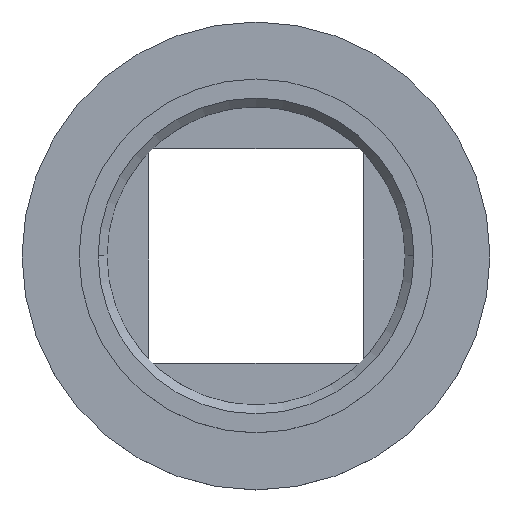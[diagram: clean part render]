
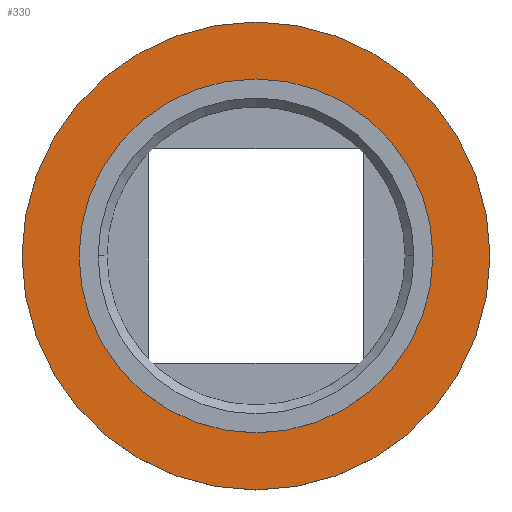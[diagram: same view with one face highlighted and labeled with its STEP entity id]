
A CAD part, top view. The second image highlights one B-rep face of the part: STEP entity #330.
In plain terms, the highlighted planar face has unit normal (0, 0, 1).
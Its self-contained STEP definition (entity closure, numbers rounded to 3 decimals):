
#11 = VERTEX_POINT ( 'NONE', #128 ) ;
#44 = CARTESIAN_POINT ( 'NONE',  ( -8., 0., 0.65 ) ) ;
#49 = CIRCLE ( 'NONE', #193, 6.05 ) ;
#76 = VERTEX_POINT ( 'NONE', #406 ) ;
#83 = DIRECTION ( 'NONE',  ( 0., 0., 1. ) ) ;
#98 = DIRECTION ( 'NONE',  ( 0., 0., 1. ) ) ;
#128 = CARTESIAN_POINT ( 'NONE',  ( 6.05, 0., 0.65 ) ) ;
#144 = AXIS2_PLACEMENT_3D ( 'NONE', #666, #98, #308 ) ;
#156 = EDGE_CURVE ( 'NONE', #11, #76, #49, .T. ) ;
#193 = AXIS2_PLACEMENT_3D ( 'NONE', #256, #363, #618 ) ;
#196 = ORIENTED_EDGE ( 'NONE', *, *, #352, .T. ) ;
#226 = DIRECTION ( 'NONE',  ( 0., 0., 1. ) ) ;
#235 = PLANE ( 'NONE',  #446 ) ;
#255 = EDGE_CURVE ( 'NONE', #76, #11, #626, .T. ) ;
#256 = CARTESIAN_POINT ( 'NONE',  ( 0., 0., 0.65 ) ) ;
#282 = CIRCLE ( 'NONE', #365, 8. ) ;
#285 = FACE_OUTER_BOUND ( 'NONE', #445, .T. ) ;
#308 = DIRECTION ( 'NONE',  ( 1., 0., 0. ) ) ;
#328 = VERTEX_POINT ( 'NONE', #390 ) ;
#330 = ADVANCED_FACE ( 'NONE', ( #339, #285 ), #235, .T. ) ;
#339 = FACE_BOUND ( 'NONE', #383, .T. ) ;
#352 = EDGE_CURVE ( 'NONE', #507, #328, #282, .T. ) ;
#363 = DIRECTION ( 'NONE',  ( 0., 0., 1. ) ) ;
#365 = AXIS2_PLACEMENT_3D ( 'NONE', #393, #601, #596 ) ;
#369 = CARTESIAN_POINT ( 'NONE',  ( 0., 0., 0.65 ) ) ;
#376 = CIRCLE ( 'NONE', #144, 8. ) ;
#383 = EDGE_LOOP ( 'NONE', ( #391, #402 ) ) ;
#386 = DIRECTION ( 'NONE',  ( 1., 0., 0. ) ) ;
#390 = CARTESIAN_POINT ( 'NONE',  ( 8., 0., 0.65 ) ) ;
#391 = ORIENTED_EDGE ( 'NONE', *, *, #255, .F. ) ;
#393 = CARTESIAN_POINT ( 'NONE',  ( 0., 0., 0.65 ) ) ;
#402 = ORIENTED_EDGE ( 'NONE', *, *, #156, .F. ) ;
#406 = CARTESIAN_POINT ( 'NONE',  ( -6.05, 0., 0.65 ) ) ;
#445 = EDGE_LOOP ( 'NONE', ( #196, #629 ) ) ;
#446 = AXIS2_PLACEMENT_3D ( 'NONE', #502, #83, #386 ) ;
#499 = AXIS2_PLACEMENT_3D ( 'NONE', #369, #226, #580 ) ;
#502 = CARTESIAN_POINT ( 'NONE',  ( 0., 0., 0.65 ) ) ;
#507 = VERTEX_POINT ( 'NONE', #44 ) ;
#556 = EDGE_CURVE ( 'NONE', #328, #507, #376, .T. ) ;
#580 = DIRECTION ( 'NONE',  ( 1., 0., 0. ) ) ;
#596 = DIRECTION ( 'NONE',  ( 1., 0., 0. ) ) ;
#601 = DIRECTION ( 'NONE',  ( 0., 0., 1. ) ) ;
#618 = DIRECTION ( 'NONE',  ( 1., 0., 0. ) ) ;
#626 = CIRCLE ( 'NONE', #499, 6.05 ) ;
#629 = ORIENTED_EDGE ( 'NONE', *, *, #556, .T. ) ;
#666 = CARTESIAN_POINT ( 'NONE',  ( 0., 0., 0.65 ) ) ;
